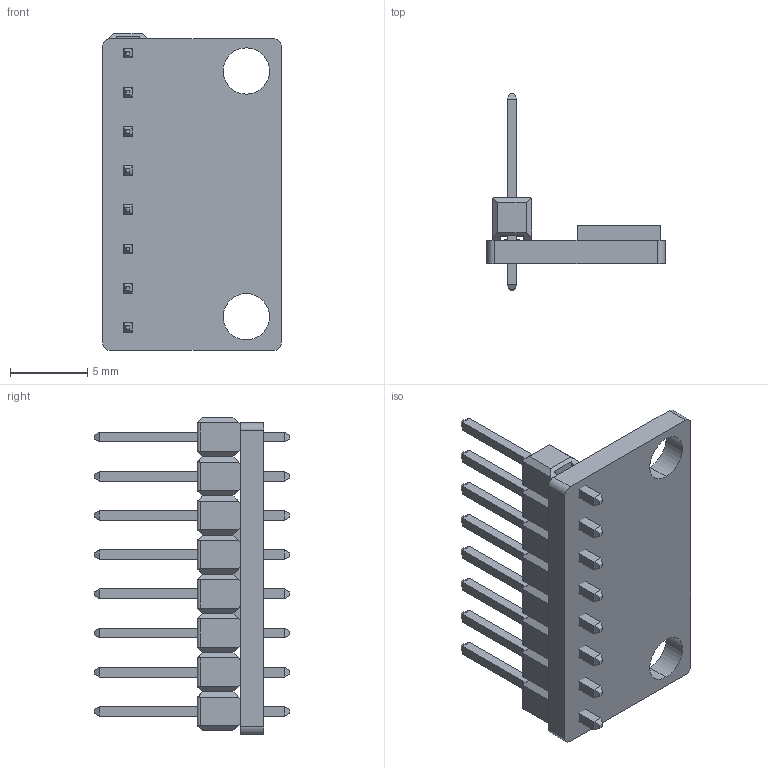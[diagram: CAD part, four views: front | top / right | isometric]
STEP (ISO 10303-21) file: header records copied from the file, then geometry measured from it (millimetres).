
FILE_DESCRIPTION (( 'STEP AP214' ), '1' );
FILE_NAME ('W25Q16 16 Mb SPI Memory Module (Assembly with berg pins).STEP', '2021-08-21T06:50:35', ( '' ), ( '' ), 'SwSTEP 2.0', 'SolidWorks 2021', '' );
FILE_SCHEMA (( 'AUTOMOTIVE_DESIGN' ));
Length unit declared in the file: millimetre
Products named in the file (3): W25Q16 16 Mb SPI Memory Module (Assembly with berg pins); W25Q16 16 Mb SPI Memory Module; Pin Header 1x8 TH Pitch 2.54mm.stp
Assembly tree (2 placements, depth 2):
  W25Q16 16 Mb SPI Memory Module (Assembly with berg pins)
    W25Q16 16 Mb SPI Memory Module
    Pin Header 1x8 TH Pitch 2.54mm.stp
Bounding box: 11.57 x 12.7 x 20.55 mm (x, y, z)
Volume: 371.9 mm3; surface area: 1127.6 mm2
Topology: 1 solids, 10 shells, 312 faces, 778 edges, 488 vertices
Faces by surface type: plane 286, cylinder 26
Entity records: 9193 total; most frequent: CARTESIAN_POINT 1776, ORIENTED_EDGE 1556, DIRECTION 1370, EDGE_CURVE 778, VECTOR 694, LINE 694, VERTEX_POINT 488, AXIS2_PLACEMENT_3D 338
